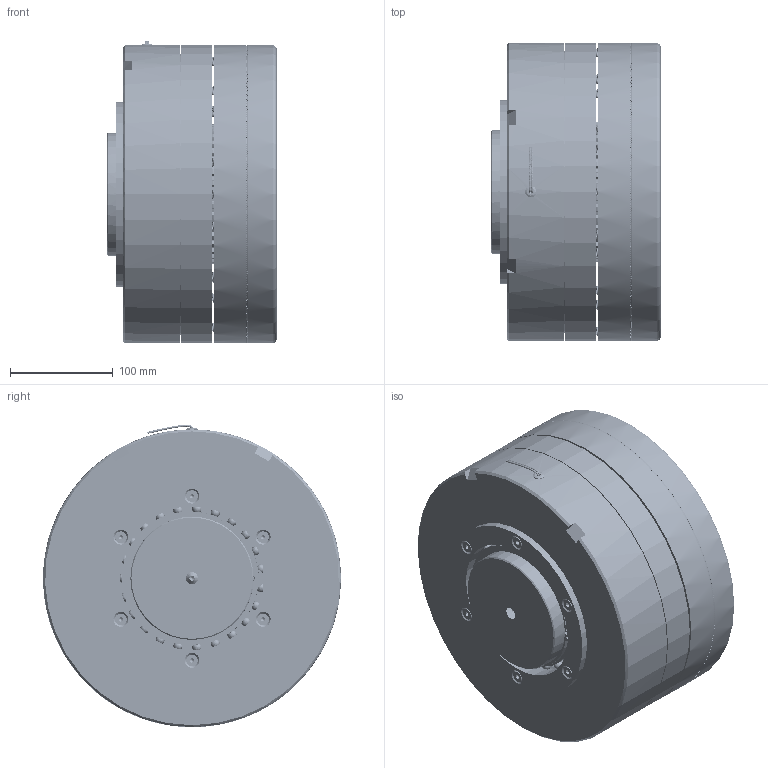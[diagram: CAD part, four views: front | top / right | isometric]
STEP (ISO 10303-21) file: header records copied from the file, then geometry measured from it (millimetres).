
FILE_DESCRIPTION(/* description */ (''),/* implementation_level */ '2;1');
FILE_NAME(/* name */ 'ESB-N265_Z.stp',/* time_stamp */ '2025-01-21T08:42:22+01:00',/* author */ ('nesvadba'),/* organization */ (''),/* preprocessor_version */ 'ST-DEVELOPER v20',/* originating_system */ 'Autodesk Inventor 2025',/* authorisation */ '');
FILE_SCHEMA (('AUTOMOTIVE_DESIGN { 1 0 10303 214 3 1 1 }'));
Products named in the file (1): 07_80_265_01 ESB-N265_Z@STEP
Bounding box: 165 x 290 x 294.44 mm (x, y, z)
Volume: 7662996.3 mm3; surface area: 853960.1 mm2
Topology: 2 solids, 9 shells, 5546 faces, 20060 edges, 13290 vertices
Faces by surface type: plane 3611, cone 883, cylinder 798, torus 208, bspline 23, sphere 23
Full cylindrical faces by diameter (mm): 3.5 x2, 4 x4, 4.917 x6, 5 x2, 6 x6, 6.5 x6, 9 x1, 9.5 x20, 10.106 x12, 11 x1, 11.34 x6, 116 x1, 120 x3, 129.6 x2, 130 x1, 140 x1, 140.4 x2, 149 x1, 150 x2, 155 x1, 180 x2, 208 x2, 215 x1, 218 x1, 252 x2, 268 x2, 274 x1, 275 x1, 290 x4
Entity records: 254679 total; most frequent: CARTESIAN_POINT 70698, DIRECTION 43181, ORIENTED_EDGE 40000, EDGE_CURVE 20000, AXIS2_PLACEMENT_3D 18541, VERTEX_POINT 13290, ELLIPSE 7564, LINE 6099
